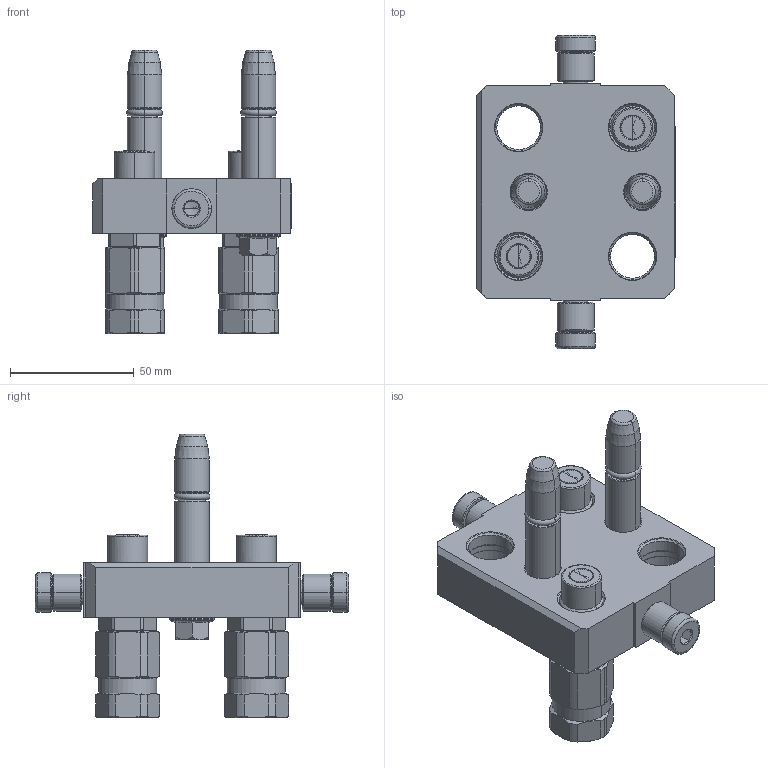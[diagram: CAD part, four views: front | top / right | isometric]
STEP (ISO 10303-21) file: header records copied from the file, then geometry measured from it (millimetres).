
FILE_DESCRIPTION (( 'STEP AP214' ), '1' );
FILE_NAME ('FASTER.step', '2025-11-20T10:15:42', ( '' ), ( '' ), 'SwSTEP 2.0', 'SolidWorks 2017', '' );
FILE_SCHEMA (( 'AUTOMOTIVE_DESIGN' ));
Length unit declared in the file: millimetre
Products named in the file (10): 2ffnp14_gas_m2v; FASTER; 4830_013_3000_030; et002; or2_62x9_19_m; 4820_010_1000_000; 4830_021_0000_000; 4830_028_1000_011; 1540_080_0008_000; P404_M_BASE
Assembly tree (15 placements, depth 3):
  FASTER
    P404_M_BASE
      4820_010_1000_000
      4830_021_0000_000  x2
      1540_080_0008_000  x2
      4830_013_3000_030  x2
      or2_62x9_19_m  x2
      4830_028_1000_011  x2
    2ffnp14_gas_m2v  x2
    et002
Bounding box: 80.3 x 126.6 x 114.6 mm (x, y, z)
Volume: 41095.6 mm3; surface area: 73230.7 mm2
Topology: 9 solids, 28 shells, 1559 faces, 3962 edges, 2524 vertices
Faces by surface type: plane 816, cone 320, cylinder 297, torus 64, bspline 62
Entity records: 40306 total; most frequent: CARTESIAN_POINT 10482, ORIENTED_EDGE 6112, DIRECTION 5775, EDGE_CURVE 3075, LINE 2219, VECTOR 2219, VERTEX_POINT 1985, AXIS2_PLACEMENT_3D 1778
